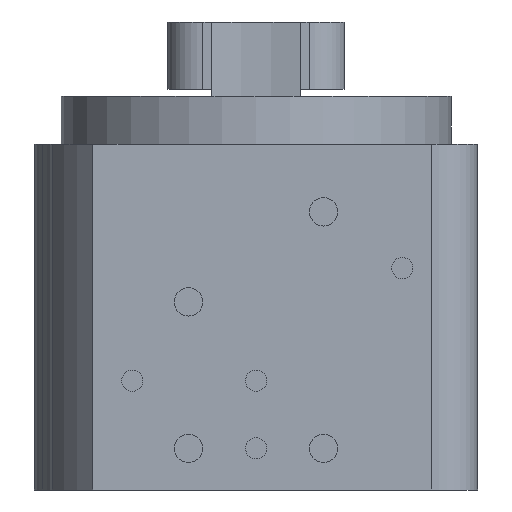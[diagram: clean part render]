
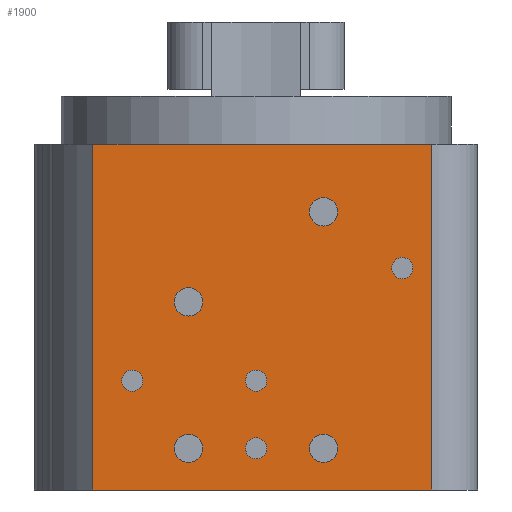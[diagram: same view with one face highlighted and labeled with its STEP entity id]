
A CAD part, front view. The second image highlights one B-rep face of the part: STEP entity #1900.
In plain terms, the highlighted planar face has unit normal (0, -1, 0).
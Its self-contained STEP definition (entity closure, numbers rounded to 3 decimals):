
#3 = CARTESIAN_POINT ( 'NONE',  ( 9.2, -12.5, 19.5 ) ) ;
#18 = ORIENTED_EDGE ( 'NONE', *, *, #2345, .F. ) ;
#24 = DIRECTION ( 'NONE',  ( 1., 0., 0. ) ) ;
#98 = VECTOR ( 'NONE', #821, 1000. ) ;
#114 = CIRCLE ( 'NONE', #1162, 0.8 ) ;
#139 = DIRECTION ( 'NONE',  ( 0., 1., 0. ) ) ;
#197 = CARTESIAN_POINT ( 'NONE',  ( -9.9, -12.5, 0. ) ) ;
#237 = VECTOR ( 'NONE', #24, 1000. ) ;
#332 = EDGE_CURVE ( 'NONE', #1902, #1843, #1276, .T. ) ;
#397 = EDGE_CURVE ( 'NONE', #1336, #645, #2055, .T. ) ;
#410 = DIRECTION ( 'NONE',  ( 0., 0., -1. ) ) ;
#416 = EDGE_CURVE ( 'NONE', #1089, #810, #1237, .T. ) ;
#422 = CARTESIAN_POINT ( 'NONE',  ( -9.9, -12.5, 19.5 ) ) ;
#426 = EDGE_CURVE ( 'NONE', #2312, #2006, #114, .T. ) ;
#466 = DIRECTION ( 'NONE',  ( -1., 0., 0. ) ) ;
#599 = ORIENTED_EDGE ( 'NONE', *, *, #416, .F. ) ;
#627 = CARTESIAN_POINT ( 'NONE',  ( -4.61, -12.5, 3.81 ) ) ;
#645 = VERTEX_POINT ( 'NONE', #1445 ) ;
#660 = CARTESIAN_POINT ( 'NONE',  ( -9.9, -12.5, 19.5 ) ) ;
#745 = EDGE_CURVE ( 'NONE', #1843, #810, #2485, .T. ) ;
#787 = DIRECTION ( 'NONE',  ( 0., 0., 1. ) ) ;
#794 = PLANE ( 'NONE',  #1094 ) ;
#810 = VERTEX_POINT ( 'NONE', #2383 ) ;
#816 = VECTOR ( 'NONE', #2398, 1000. ) ;
#821 = DIRECTION ( 'NONE',  ( 1., 0., 0. ) ) ;
#830 = CARTESIAN_POINT ( 'NONE',  ( -9.9, -12.5, 0. ) ) ;
#840 = AXIS2_PLACEMENT_3D ( 'NONE', #1565, #919, #466 ) ;
#881 = ORIENTED_EDGE ( 'NONE', *, *, #332, .T. ) ;
#919 = DIRECTION ( 'NONE',  ( 0., 1., 0. ) ) ;
#1089 = VERTEX_POINT ( 'NONE', #660 ) ;
#1094 = AXIS2_PLACEMENT_3D ( 'NONE', #3, #1214, #410 ) ;
#1105 = EDGE_LOOP ( 'NONE', ( #1172, #1958 ) ) ;
#1141 = CARTESIAN_POINT ( 'NONE',  ( 4.61, -12.5, 8.89 ) ) ;
#1162 = AXIS2_PLACEMENT_3D ( 'NONE', #2057, #1687, #2502 ) ;
#1172 = ORIENTED_EDGE ( 'NONE', *, *, #2280, .T. ) ;
#1182 = CARTESIAN_POINT ( 'NONE',  ( 3.81, -12.5, 8.89 ) ) ;
#1191 = AXIS2_PLACEMENT_3D ( 'NONE', #1182, #139, #1332 ) ;
#1214 = DIRECTION ( 'NONE',  ( 0., -1., 0. ) ) ;
#1237 = LINE ( 'NONE', #422, #237 ) ;
#1239 = FACE_OUTER_BOUND ( 'NONE', #2198, .T. ) ;
#1276 = LINE ( 'NONE', #2480, #98 ) ;
#1292 = DIRECTION ( 'NONE',  ( 1., 0., 0. ) ) ;
#1332 = DIRECTION ( 'NONE',  ( -1., 0., 0. ) ) ;
#1336 = VERTEX_POINT ( 'NONE', #1141 ) ;
#1375 = EDGE_CURVE ( 'NONE', #2006, #2312, #2606, .T. ) ;
#1445 = CARTESIAN_POINT ( 'NONE',  ( 3.01, -12.5, 8.89 ) ) ;
#1463 = DIRECTION ( 'NONE',  ( 0., 1., 0. ) ) ;
#1565 = CARTESIAN_POINT ( 'NONE',  ( -3.81, -12.5, 3.81 ) ) ;
#1630 = FACE_BOUND ( 'NONE', #2117, .T. ) ;
#1687 = DIRECTION ( 'NONE',  ( 0., 1., 0. ) ) ;
#1813 = FACE_BOUND ( 'NONE', #1105, .T. ) ;
#1843 = VERTEX_POINT ( 'NONE', #2196 ) ;
#1900 = ADVANCED_FACE ( 'NONE', ( #1813, #1630, #1239 ), #794, .T. ) ;
#1902 = VERTEX_POINT ( 'NONE', #830 ) ;
#1958 = ORIENTED_EDGE ( 'NONE', *, *, #397, .T. ) ;
#2006 = VERTEX_POINT ( 'NONE', #627 ) ;
#2024 = LINE ( 'NONE', #197, #2184 ) ;
#2055 = CIRCLE ( 'NONE', #2393, 0.8 ) ;
#2057 = CARTESIAN_POINT ( 'NONE',  ( -3.81, -12.5, 3.81 ) ) ;
#2117 = EDGE_LOOP ( 'NONE', ( #2229, #2401 ) ) ;
#2179 = ORIENTED_EDGE ( 'NONE', *, *, #745, .T. ) ;
#2184 = VECTOR ( 'NONE', #787, 1000. ) ;
#2196 = CARTESIAN_POINT ( 'NONE',  ( 9.2, -12.5, 0. ) ) ;
#2198 = EDGE_LOOP ( 'NONE', ( #2179, #599, #18, #881 ) ) ;
#2229 = ORIENTED_EDGE ( 'NONE', *, *, #1375, .T. ) ;
#2280 = EDGE_CURVE ( 'NONE', #645, #1336, #2335, .T. ) ;
#2296 = CARTESIAN_POINT ( 'NONE',  ( 3.81, -12.5, 8.89 ) ) ;
#2299 = CARTESIAN_POINT ( 'NONE',  ( 9.2, -12.5, 0. ) ) ;
#2312 = VERTEX_POINT ( 'NONE', #2610 ) ;
#2335 = CIRCLE ( 'NONE', #1191, 0.8 ) ;
#2345 = EDGE_CURVE ( 'NONE', #1902, #1089, #2024, .T. ) ;
#2383 = CARTESIAN_POINT ( 'NONE',  ( 9.2, -12.5, 19.5 ) ) ;
#2393 = AXIS2_PLACEMENT_3D ( 'NONE', #2296, #1463, #1292 ) ;
#2398 = DIRECTION ( 'NONE',  ( 0., 0., 1. ) ) ;
#2401 = ORIENTED_EDGE ( 'NONE', *, *, #426, .T. ) ;
#2480 = CARTESIAN_POINT ( 'NONE',  ( -9.9, -12.5, 0. ) ) ;
#2485 = LINE ( 'NONE', #2299, #816 ) ;
#2502 = DIRECTION ( 'NONE',  ( 1., 0., 0. ) ) ;
#2606 = CIRCLE ( 'NONE', #840, 0.8 ) ;
#2610 = CARTESIAN_POINT ( 'NONE',  ( -3.01, -12.5, 3.81 ) ) ;
